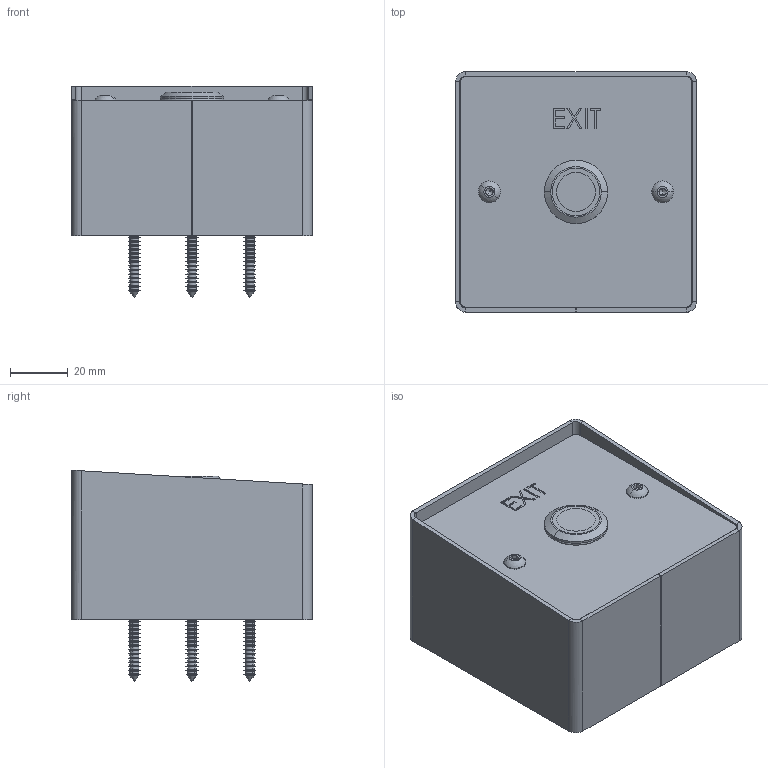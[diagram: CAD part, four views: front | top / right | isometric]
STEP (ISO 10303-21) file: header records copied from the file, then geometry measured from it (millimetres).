
FILE_DESCRIPTION (( 'STEP AP214' ), '1' );
FILE_NAME ('PB19IRBAPEXTL_STPALL.STEP', '2023-06-08T09:02:25', ( '' ), ( '' ), 'SwSTEP 2.0', 'SolidWorks 2020', '' );
FILE_SCHEMA (( 'AUTOMOTIVE_DESIGN' ));
Length unit declared in the file: millimetre
Products named in the file (18): RESINE^ASM_AS0355-PB19IR; PA0077-ZIP PLASTIC BAG FOR SCREWS; PRT_FP0319-NUT M19; MP0406-PB CASING PART 1; ISO 7380 - M4 x 8 --- 8S_ISO 7380 - M4 x 8 --- 8S; Tapping screw DIN 7982-ST4.2x25-C-H-S_Tapping screw DIN 7982-ST4.2x25-C-H-S; PRT_530470560; MP0402-MORTICE FACE_MP1325-PBP19 WITH EXIT MARKING ONLY; PB19IRBAPEXTL_STPALL; LABEL^AS0002-CASING; PRT_510210500; ASM_AS0355-PB19IR_SANS FILS; PRT_PP0489-RUBBER RING_COMPRESSE; PRT_TC33_SUBST1; PRT_MP1305-PB19IR; AS0002-CASING_BOM; SB0057-SCREW BAG FOR PBHI1; MP0407-PB CASING PART 2
Assembly tree (20 placements, depth 4):
  PA0077-ZIP PLASTIC BAG FOR SCREWS
  PB19IRBAPEXTL_STPALL
    MP0402-MORTICE FACE_MP1325-PBP19 WITH EXIT MARKING ONLY
    ASM_AS0355-PB19IR_SANS FILS
      PRT_MP1305-PB19IR
      PRT_FP0319-NUT M19
      PRT_PP0489-RUBBER RING_COMPRESSE
      PRT_530470560
      PRT_510210500
      PRT_TC33_SUBST1  x2
      RESINE^ASM_AS0355-PB19IR
    AS0002-CASING_BOM
      MP0406-PB CASING PART 1
      MP0407-PB CASING PART 2
      SB0057-SCREW BAG FOR PBHI1
        ISO 7380 - M4 x 8 --- 8S_ISO 7380 - M4 x 8 --- 8S  x2
        Tapping screw DIN 7982-ST4.2x25-C-H-S_Tapping screw DIN 7982-ST4.2x25-C-H-S  x4
  LABEL^AS0002-CASING
Bounding box: 83.5 x 83.3 x 73.35 mm (x, y, z)
Volume: 65142.8 mm3; surface area: 83890.7 mm2
Topology: 21 solids, 21 shells, 1606 faces, 4054 edges, 2481 vertices
Faces by surface type: plane 798, cylinder 354, cone 354, torus 70, bspline 26, sphere 4
Entity records: 33830 total; most frequent: CARTESIAN_POINT 8820, ORIENTED_EDGE 5130, DIRECTION 4919, EDGE_CURVE 2565, LINE 1897, VECTOR 1897, VERTEX_POINT 1609, AXIS2_PLACEMENT_3D 1511
